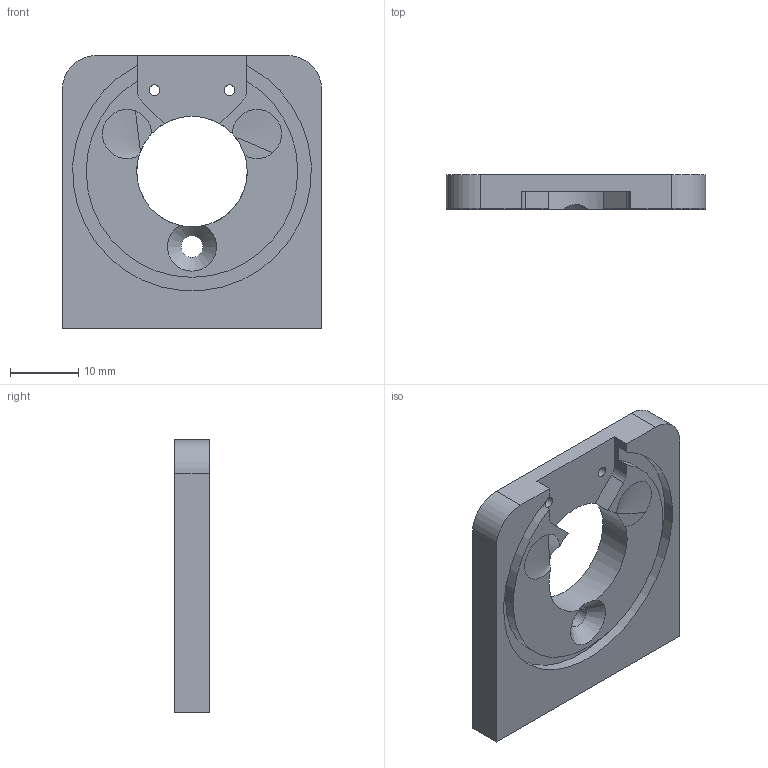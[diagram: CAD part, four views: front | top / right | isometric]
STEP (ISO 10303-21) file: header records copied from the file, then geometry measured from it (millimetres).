
FILE_DESCRIPTION(/* description */ (''),/* implementation_level */ '2;1');
FILE_NAME(/* name */ '10_Lagerbock.ipt.step',/* time_stamp */ '2020-01-21T16:40:40+01:00',/* author */ ('rYan'),/* organization */ (''),/* preprocessor_version */ 'ST-DEVELOPER v17.2',/* originating_system */ 'Autodesk Inventor 2019',/* authorisation */ '');
FILE_SCHEMA (('AUTOMOTIVE_DESIGN { 1 0 10303 214 3 1 1 }'));
Length unit declared in the file: millimetre
Products named in the file (1): Lagerbock
Bounding box: 38 x 5 x 40 mm (x, y, z)
Volume: 5586.2 mm3; surface area: 4100.9 mm2
Topology: 1 solids, 1 shells, 34 faces, 113 edges, 77 vertices
Faces by surface type: cylinder 15, plane 13, cone 6
Full cylindrical faces by diameter (mm): 1.567 x2, 2.459 x3, 3.2 x3, 16.2 x1
Entity records: 1346 total; most frequent: CARTESIAN_POINT 261, DIRECTION 229, ORIENTED_EDGE 220, EDGE_CURVE 110, AXIS2_PLACEMENT_3D 87, VERTEX_POINT 77, LINE 55, VECTOR 55
